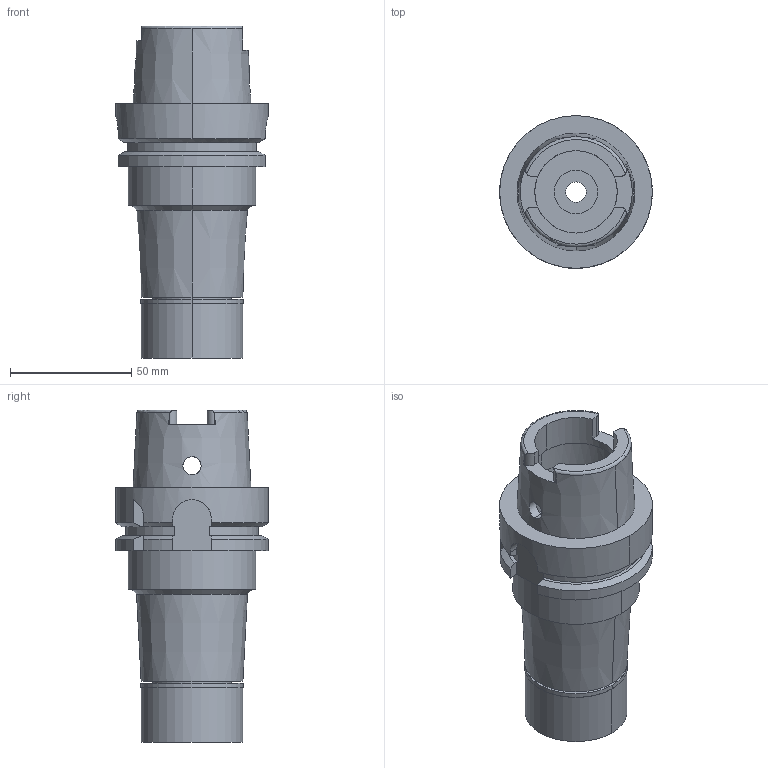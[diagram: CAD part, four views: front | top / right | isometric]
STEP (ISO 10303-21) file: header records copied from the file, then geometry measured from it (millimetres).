
FILE_DESCRIPTION (( 'STEP AP203' ), '1' );
FILE_NAME ('HSK-A63-MEGA13E-105.stp', '2019-07-02T20:13:31', ( '' ), ( '' ), 'SwSTEP 2.0', 'SolidWorks 2019', '' );
FILE_SCHEMA (( 'CONFIG_CONTROL_DESIGN' ));
Length unit declared in the file: millimetre
Products named in the file (7): HSK-A63-MEGA13E-105-120.stp; HSK-A63-MEGA13E-105-120-FreeParts; HSK-A63-MEGA13E-105; HSK-A63-MEGA13E-105_1.stp; HA63ME13105-120_ASM.stp; DXF_TEMP_ASSY_ASM_4_ASM.stp; MEN13_1.stp
Assembly tree (5 placements, depth 5):
  HSK-A63-MEGA13E-105-120-FreeParts
  HSK-A63-MEGA13E-105
    HSK-A63-MEGA13E-105-120.stp
      HA63ME13105-120_ASM.stp
        DXF_TEMP_ASSY_ASM_4_ASM.stp
          HSK-A63-MEGA13E-105_1.stp
          MEN13_1.stp
Bounding box: 63 x 63 x 137 mm (x, y, z)
Volume: 191631.9 mm3; surface area: 42801.8 mm2
Topology: 2 solids, 2 shells, 127 faces, 316 edges, 202 vertices
Faces by surface type: cylinder 54, plane 45, cone 24, torus 4
Entity records: 5457 total; most frequent: CARTESIAN_POINT 1669, DIRECTION 683, ORIENTED_EDGE 632, EDGE_CURVE 316, AXIS2_PLACEMENT_3D 272, VERTEX_POINT 202, EDGE_LOOP 144, VECTOR 139
